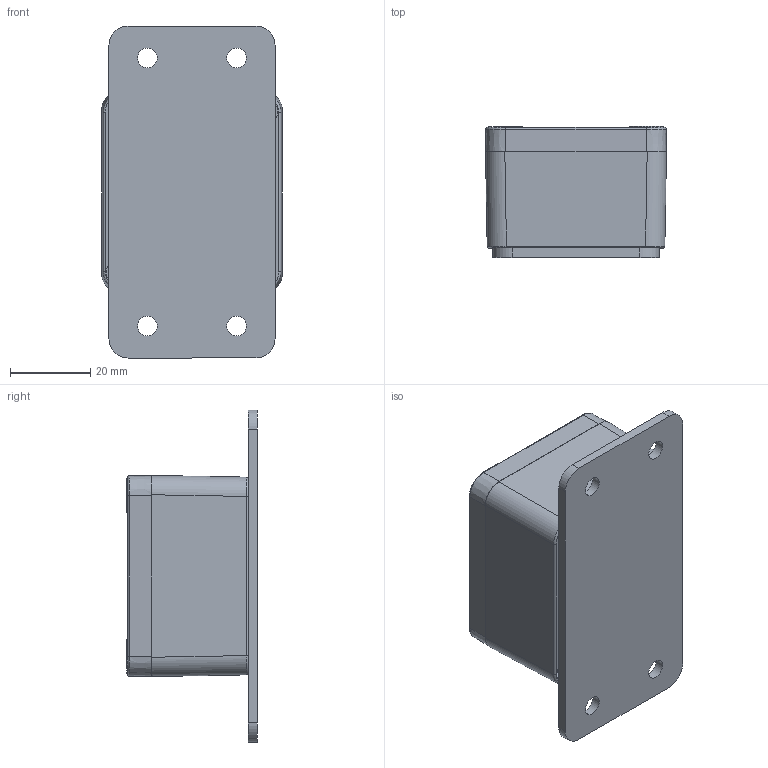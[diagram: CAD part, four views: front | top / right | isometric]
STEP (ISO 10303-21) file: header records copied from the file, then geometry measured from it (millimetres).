
FILE_DESCRIPTION (( 'STEP AP203' ), '1' );
FILE_NAME ('AN-11F-01.step', '2018-05-11T20:27:59', ( '' ), ( '' ), 'SwSTEP 2.0', 'SolidWorks 2016', '' );
FILE_SCHEMA (( 'CONFIG_CONTROL_DESIGN' ));
Length unit declared in the file: inch
Products named in the file (6): AN-11F-01; cross recessed countersunk head screw_jis_JIS 1111 Cross recessed countersunk head screw - M4 x 20 - Z --20CSST; AN-11C_AN-11C-01; AN-11B_AN-11BF-01; GASKET-111-01; SCREWS-034-2
Assembly tree (6 placements, depth 3):
  AN-11F-01
    AN-11B_AN-11BF-01
    AN-11C_AN-11C-01
    SCREWS-034-2
      cross recessed countersunk head screw_jis_JIS 1111 Cross recessed countersunk head screw - M4 x 20 - Z --20CSST  x2
    GASKET-111-01
Bounding box: 45 x 32.54 x 82.55 mm (x, y, z)
Volume: 32731.9 mm3; surface area: 30232.9 mm2
Topology: 6 solids, 6 shells, 517 faces, 1238 edges, 747 vertices
Faces by surface type: cylinder 203, plane 165, torus 95, cone 43, bspline 11
Full cylindrical faces by diameter (mm): 3.175 x1, 3.3 x2, 4 x2, 4.445 x2, 4.902 x4, 6.045 x2, 7.442 x4, 8.128 x2, 8.4 x2
Entity records: 14972 total; most frequent: CARTESIAN_POINT 2804, DIRECTION 2607, ORIENTED_EDGE 2286, EDGE_CURVE 1143, AXIS2_PLACEMENT_3D 1024, VERTEX_POINT 705, VECTOR 559, LINE 559
